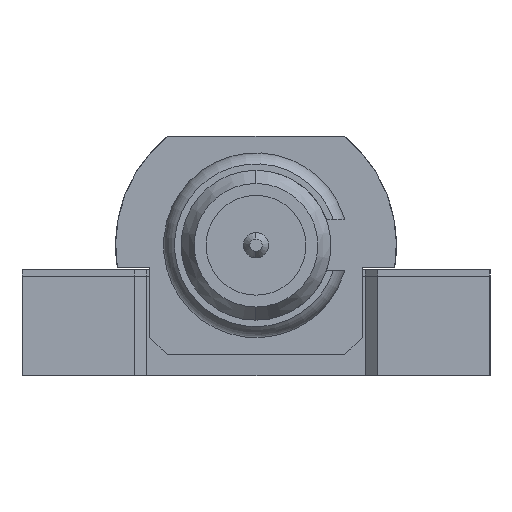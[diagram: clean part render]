
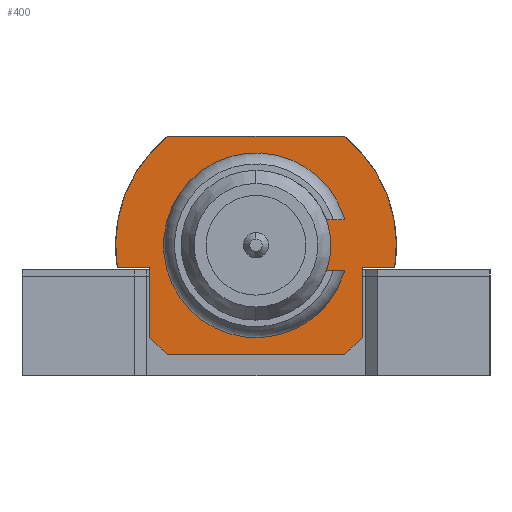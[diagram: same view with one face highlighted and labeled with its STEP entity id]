
A CAD part, left-side view. The second image highlights one B-rep face of the part: STEP entity #400.
In plain terms, the highlighted face is planar.
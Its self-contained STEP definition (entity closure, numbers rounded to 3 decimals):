
#295 = VERTEX_POINT('',#296);
#296 = CARTESIAN_POINT('',(2.223,-0.35,-2.7));
#313 = VERTEX_POINT('',#314);
#314 = CARTESIAN_POINT('',(1.7,-0.35,-2.7));
#320 = EDGE_CURVE('',#313,#295,#321,.T.);
#321 = LINE('',#322,#323);
#322 = CARTESIAN_POINT('',(1.7,-0.35,-2.7));
#323 = VECTOR('',#324,1.);
#324 = DIRECTION('',(1.,0.,0.));
#335 = VERTEX_POINT('',#336);
#336 = CARTESIAN_POINT('',(1.414,1.75,-2.7));
#342 = EDGE_CURVE('',#295,#335,#343,.T.);
#343 = CIRCLE('',#344,2.25);
#344 = AXIS2_PLACEMENT_3D('',#345,#346,#347);
#345 = CARTESIAN_POINT('',(0.,0.,-2.7));
#346 = DIRECTION('',(0.,0.,1.));
#347 = DIRECTION('',(0.988,-0.156,0.));
#400 = ADVANCED_FACE('',(#401,#470),#490,.T.);
#401 = FACE_BOUND('',#402,.F.);
#402 = EDGE_LOOP('',(#403,#404,#412,#421,#429,#438,#446,#454,#463,#469)
  );
#403 = ORIENTED_EDGE('',*,*,#320,.F.);
#404 = ORIENTED_EDGE('',*,*,#405,.T.);
#405 = EDGE_CURVE('',#313,#406,#408,.T.);
#406 = VERTEX_POINT('',#407);
#407 = CARTESIAN_POINT('',(1.7,-1.474,-2.7));
#408 = LINE('',#409,#410);
#409 = CARTESIAN_POINT('',(1.7,-0.35,-2.7));
#410 = VECTOR('',#411,1.);
#411 = DIRECTION('',(0.,-1.,0.));
#412 = ORIENTED_EDGE('',*,*,#413,.F.);
#413 = EDGE_CURVE('',#414,#406,#416,.T.);
#414 = VERTEX_POINT('',#415);
#415 = CARTESIAN_POINT('',(1.414,-1.75,-2.7));
#416 = CIRCLE('',#417,2.25);
#417 = AXIS2_PLACEMENT_3D('',#418,#419,#420);
#418 = CARTESIAN_POINT('',(0.,0.,-2.7));
#419 = DIRECTION('',(0.,0.,1.));
#420 = DIRECTION('',(0.629,-0.778,0.));
#421 = ORIENTED_EDGE('',*,*,#422,.T.);
#422 = EDGE_CURVE('',#414,#423,#425,.T.);
#423 = VERTEX_POINT('',#424);
#424 = CARTESIAN_POINT('',(-1.414,-1.75,-2.7));
#425 = LINE('',#426,#427);
#426 = CARTESIAN_POINT('',(1.414,-1.75,-2.7));
#427 = VECTOR('',#428,1.);
#428 = DIRECTION('',(-1.,0.,0.));
#429 = ORIENTED_EDGE('',*,*,#430,.F.);
#430 = EDGE_CURVE('',#431,#423,#433,.T.);
#431 = VERTEX_POINT('',#432);
#432 = CARTESIAN_POINT('',(-1.7,-1.474,-2.7));
#433 = CIRCLE('',#434,2.25);
#434 = AXIS2_PLACEMENT_3D('',#435,#436,#437);
#435 = CARTESIAN_POINT('',(0.,0.,-2.7));
#436 = DIRECTION('',(0.,0.,1.));
#437 = DIRECTION('',(-0.756,-0.655,0.));
#438 = ORIENTED_EDGE('',*,*,#439,.T.);
#439 = EDGE_CURVE('',#431,#440,#442,.T.);
#440 = VERTEX_POINT('',#441);
#441 = CARTESIAN_POINT('',(-1.7,-0.35,-2.7));
#442 = LINE('',#443,#444);
#443 = CARTESIAN_POINT('',(-1.7,-1.474,-2.7));
#444 = VECTOR('',#445,1.);
#445 = DIRECTION('',(0.,1.,0.));
#446 = ORIENTED_EDGE('',*,*,#447,.F.);
#447 = EDGE_CURVE('',#448,#440,#450,.T.);
#448 = VERTEX_POINT('',#449);
#449 = CARTESIAN_POINT('',(-2.223,-0.35,-2.7));
#450 = LINE('',#451,#452);
#451 = CARTESIAN_POINT('',(-2.223,-0.35,-2.7));
#452 = VECTOR('',#453,1.);
#453 = DIRECTION('',(1.,0.,0.));
#454 = ORIENTED_EDGE('',*,*,#455,.F.);
#455 = EDGE_CURVE('',#456,#448,#458,.T.);
#456 = VERTEX_POINT('',#457);
#457 = CARTESIAN_POINT('',(-1.414,1.75,-2.7));
#458 = CIRCLE('',#459,2.25);
#459 = AXIS2_PLACEMENT_3D('',#460,#461,#462);
#460 = CARTESIAN_POINT('',(0.,0.,-2.7));
#461 = DIRECTION('',(0.,0.,1.));
#462 = DIRECTION('',(-0.629,0.778,0.));
#463 = ORIENTED_EDGE('',*,*,#464,.T.);
#464 = EDGE_CURVE('',#456,#335,#465,.T.);
#465 = LINE('',#466,#467);
#466 = CARTESIAN_POINT('',(-1.414,1.75,-2.7));
#467 = VECTOR('',#468,1.);
#468 = DIRECTION('',(1.,0.,0.));
#469 = ORIENTED_EDGE('',*,*,#342,.F.);
#470 = FACE_BOUND('',#471,.F.);
#471 = EDGE_LOOP('',(#472,#483));
#472 = ORIENTED_EDGE('',*,*,#473,.F.);
#473 = EDGE_CURVE('',#474,#476,#478,.T.);
#474 = VERTEX_POINT('',#475);
#475 = CARTESIAN_POINT('',(0.,-1.2,-2.7));
#476 = VERTEX_POINT('',#477);
#477 = CARTESIAN_POINT('',(0.,1.2,-2.7));
#478 = CIRCLE('',#479,1.2);
#479 = AXIS2_PLACEMENT_3D('',#480,#481,#482);
#480 = CARTESIAN_POINT('',(0.,0.,-2.7));
#481 = DIRECTION('',(0.,0.,-1.));
#482 = DIRECTION('',(0.,-1.,0.));
#483 = ORIENTED_EDGE('',*,*,#484,.F.);
#484 = EDGE_CURVE('',#476,#474,#485,.T.);
#485 = CIRCLE('',#486,1.2);
#486 = AXIS2_PLACEMENT_3D('',#487,#488,#489);
#487 = CARTESIAN_POINT('',(0.,0.,-2.7));
#488 = DIRECTION('',(0.,0.,-1.));
#489 = DIRECTION('',(0.,1.,0.));
#490 = PLANE('',#491);
#491 = AXIS2_PLACEMENT_3D('',#492,#493,#494);
#492 = CARTESIAN_POINT('',(0.,-1.798,-2.7));
#493 = DIRECTION('',(0.,0.,1.));
#494 = DIRECTION('',(0.,-1.,0.));
